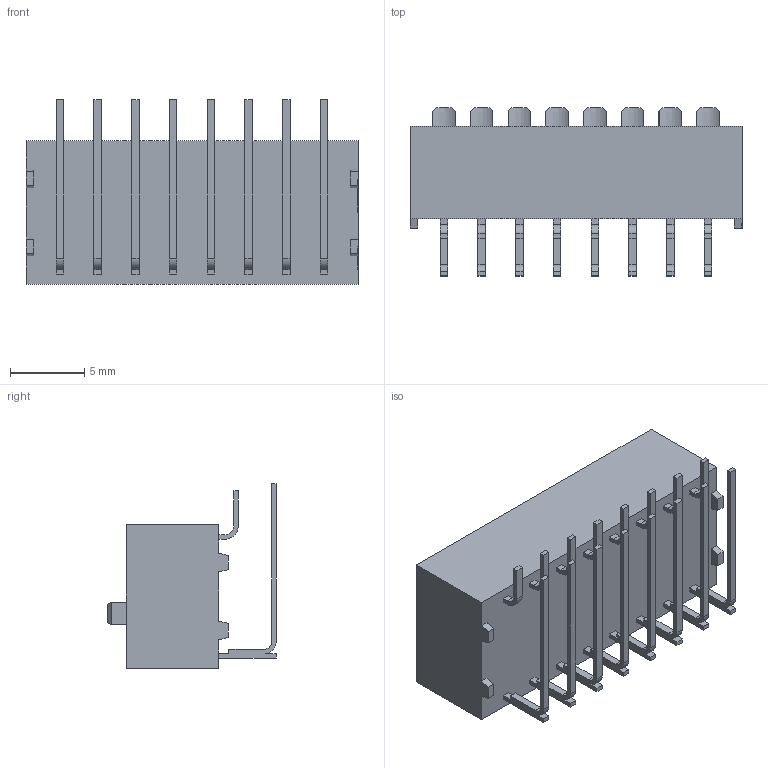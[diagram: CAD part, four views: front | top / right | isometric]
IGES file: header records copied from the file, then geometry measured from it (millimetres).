
Start section:  PTC IGES file: 78b08srat.igs
Global section: file name: 78b08srat.igs; native system: Pro/ENGINEER by Parametric Technology Corporation; preprocessor: 2006200; author: Administrator; organization: Unknown; date: 20120802.100558; units: inch
Bounding box: 22.35 x 11.33 x 12.41 mm (x, y, z)
Surface area: 1261.9 mm2 (no closed solid volume)
Topology: 0 solids, 0 shells, 310 faces, 1592 edges, 1592 vertices
Faces by surface type: bspline 262, revolution 48
